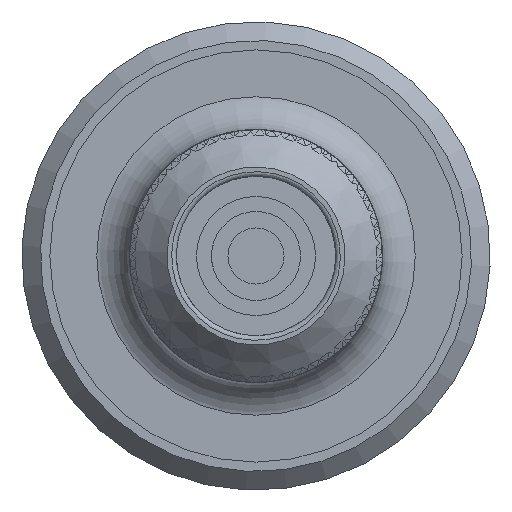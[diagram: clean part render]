
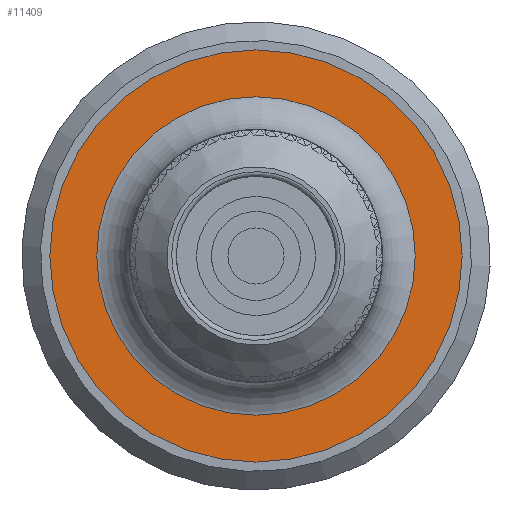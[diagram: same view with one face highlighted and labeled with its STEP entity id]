
A CAD part, left-side view. The second image highlights one B-rep face of the part: STEP entity #11409.
In plain terms, the highlighted planar face has unit normal (-1, 0, 0).
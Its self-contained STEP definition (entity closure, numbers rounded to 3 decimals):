
#11409 = ADVANCED_FACE( '', ( #27146, #27147 ), #27148, .T. );
#27146 = FACE_BOUND( '', #133779, .T. );
#27147 = FACE_OUTER_BOUND( '', #133780, .T. );
#27148 = PLANE( '', #133781 );
#133779 = EDGE_LOOP( '', ( #316411 ) );
#133780 = EDGE_LOOP( '', ( #316412 ) );
#133781 = AXIS2_PLACEMENT_3D( '', #316413, #316414, #316415 );
#316411 = ORIENTED_EDGE( '', *, *, #351488, .T. );
#316412 = ORIENTED_EDGE( '', *, *, #351489, .T. );
#316413 = CARTESIAN_POINT( '', ( -32.3, 0., 0. ) );
#316414 = DIRECTION( '', ( -1., 0., 0. ) );
#316415 = DIRECTION( '', ( 0., 0., 1. ) );
#351488 = EDGE_CURVE( '', #376973, #376973, #376974, .F. );
#351489 = EDGE_CURVE( '', #376975, #376975, #376976, .T. );
#376973 = VERTEX_POINT( '', #470043 );
#376974 = CIRCLE( '', #470044, 1.7 );
#376975 = VERTEX_POINT( '', #470045 );
#376976 = CIRCLE( '', #470046, 2.2 );
#470043 = CARTESIAN_POINT( '', ( -32.3, 0., 1.7 ) );
#470044 = AXIS2_PLACEMENT_3D( '', #530652, #530653, #530654 );
#470045 = CARTESIAN_POINT( '', ( -32.3, 0., -2.2 ) );
#470046 = AXIS2_PLACEMENT_3D( '', #530655, #530656, #530657 );
#530652 = CARTESIAN_POINT( '', ( -32.3, 0., 0. ) );
#530653 = DIRECTION( '', ( -1., 0., 0. ) );
#530654 = DIRECTION( '', ( 0., 0., 1. ) );
#530655 = CARTESIAN_POINT( '', ( -32.3, 0., 0. ) );
#530656 = DIRECTION( '', ( -1., 0., 0. ) );
#530657 = DIRECTION( '', ( 0., 0., -1. ) );
